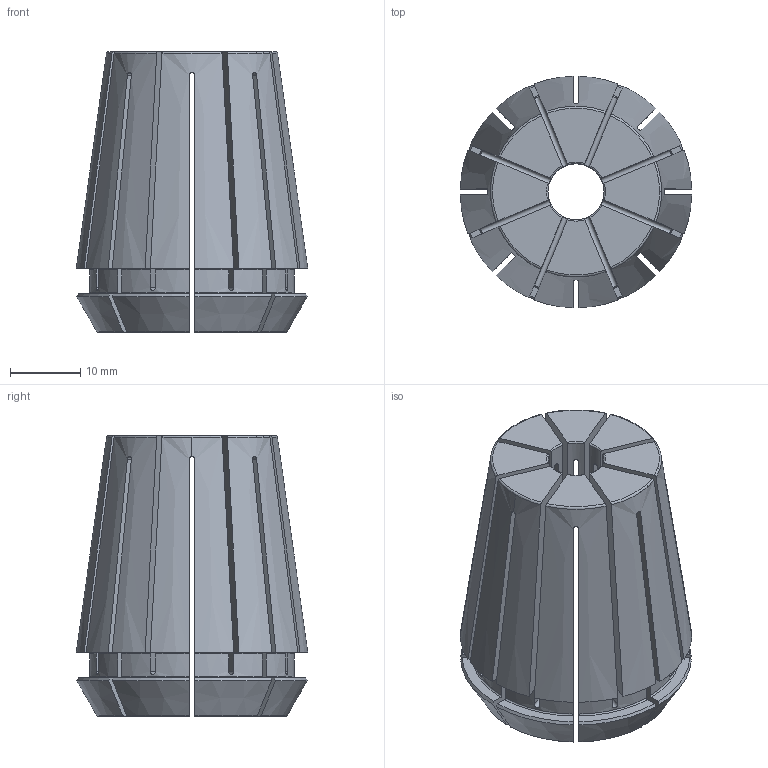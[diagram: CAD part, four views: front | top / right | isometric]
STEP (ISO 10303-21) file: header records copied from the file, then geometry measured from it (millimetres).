
FILE_DESCRIPTION(/* description */ ('Alibre Inc.'),/* implementation_level */ '2;1');
FILE_NAME(/* name */ 'export-D0A2C0A1-C980-45BC-8EE5-83B69CC1B202',/* time_stamp */ '2024-01-20T11:24:22+01:00',/* author */ (''),/* organization */ (''),/* preprocessor_version */ 'ST-DEVELOPER v17',/* originating_system */ 'Alibre',/* authorisation */ '');
FILE_SCHEMA (('AUTOMOTIVE_DESIGN'));
Length unit declared in the file: millimetre
Products named in the file (1): NOCUT
Bounding box: 32.99 x 32.99 x 40 mm (x, y, z)
Volume: 19661.3 mm3; surface area: 16943 mm2
Topology: 1 solids, 1 shells, 180 faces, 540 edges, 360 vertices
Faces by surface type: plane 72, torus 58, cylinder 25, cone 25
Full cylindrical faces by diameter (mm): 8 x1
Entity records: 6273 total; most frequent: CARTESIAN_POINT 1737, ORIENTED_EDGE 1080, DIRECTION 746, EDGE_CURVE 540, VERTEX_POINT 360, AXIS2_PLACEMENT_3D 341, VECTOR 194, LINE 194
